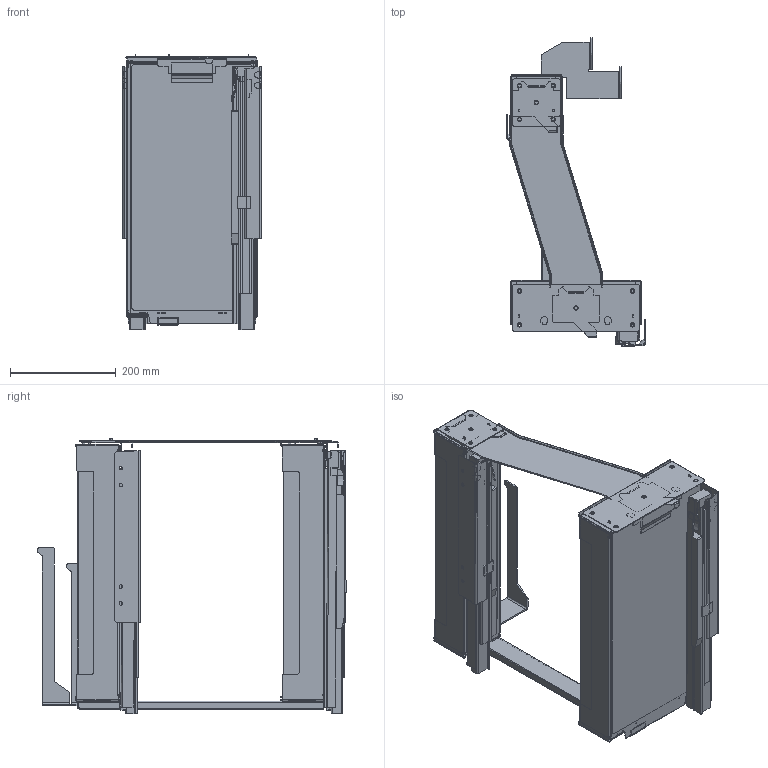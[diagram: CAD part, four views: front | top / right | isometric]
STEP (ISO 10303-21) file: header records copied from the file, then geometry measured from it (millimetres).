
FILE_DESCRIPTION(/* description */ (''),/* implementation_level */ '2;1');
FILE_NAME(/* name */ '3D_200-2531-XX.sat.ipt.stp',/* time_stamp */ '2023-04-17T13:52:32+02:00',/* author */ (''),/* organization */ (''),/* preprocessor_version */ 'ST-DEVELOPER v18.1',/* originating_system */ 'Autodesk Inventor 2021',/* authorisation */ '');
FILE_SCHEMA (('CONFIG_CONTROL_DESIGN'));
Products named in the file (1): 3D_200-2531-XX.sat
Bounding box: 262 x 583.64 x 521 mm (x, y, z)
Volume: 3064941.3 mm3; surface area: 1463907.4 mm2
Topology: 1 solids, 1 shells, 1698 faces, 4734 edges, 3002 vertices
Faces by surface type: plane 1086, cylinder 527, bspline 63, cone 12, torus 6, sphere 4
Full cylindrical faces by diameter (mm): 6.3 x10, 6.4 x8
Entity records: 57736 total; most frequent: CARTESIAN_POINT 12521, ORIENTED_EDGE 9456, DIRECTION 9032, EDGE_CURVE 4728, LINE 3484, VECTOR 3484, VERTEX_POINT 3002, AXIS2_PLACEMENT_3D 2774
